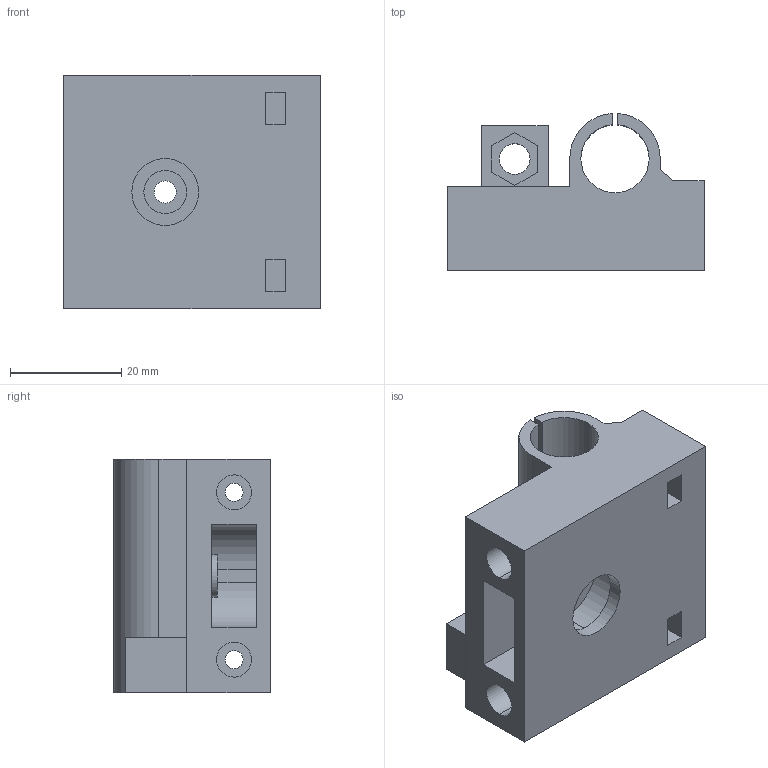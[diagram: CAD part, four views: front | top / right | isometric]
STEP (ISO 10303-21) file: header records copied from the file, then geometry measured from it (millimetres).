
FILE_DESCRIPTION (( 'STEP AP203' ), '1' );
FILE_NAME ('x_end.STEP', '2012-11-28T03:56:24', ( 'LVG' ), ( 'MouseComputer PC' ), 'SwSTEP 2.0', 'SolidWorks 2011', '' );
FILE_SCHEMA (( 'CONFIG_CONTROL_DESIGN' ));
Length unit declared in the file: millimetre
Products named in the file (1): x_end
Bounding box: 46 x 28.11 x 42 mm (x, y, z)
Volume: 25983.6 mm3; surface area: 13015.1 mm2
Topology: 1 solids, 1 shells, 75 faces, 195 edges, 130 vertices
Faces by surface type: plane 48, cylinder 27
Entity records: 2408 total; most frequent: CARTESIAN_POINT 401, DIRECTION 401, ORIENTED_EDGE 390, EDGE_CURVE 195, VECTOR 141, LINE 141, VERTEX_POINT 130, AXIS2_PLACEMENT_3D 130
